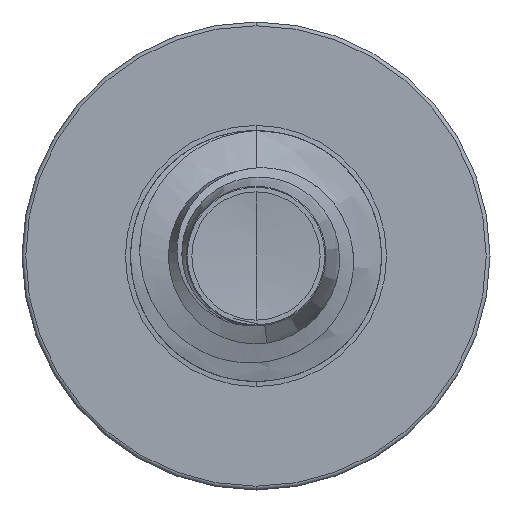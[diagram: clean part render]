
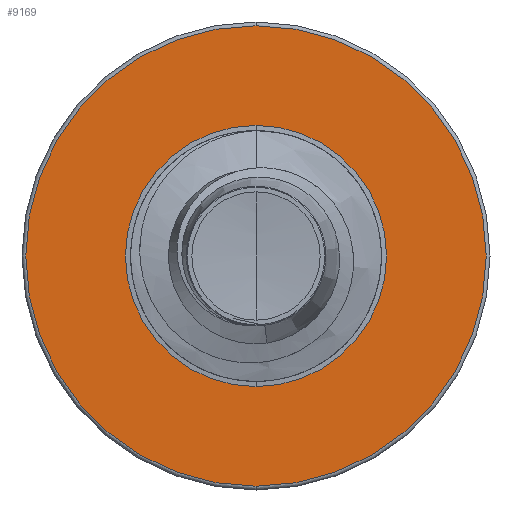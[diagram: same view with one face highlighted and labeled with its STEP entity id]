
A CAD part, front view. The second image highlights one B-rep face of the part: STEP entity #9169.
In plain terms, the highlighted planar face has unit normal (0, -1, 0).
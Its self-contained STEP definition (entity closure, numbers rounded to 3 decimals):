
#36 = CIRCLE ( 'NONE', #1986, 1.562 ) ;
#128 = EDGE_LOOP ( 'NONE', ( #14452, #6030 ) ) ;
#464 = DIRECTION ( 'NONE',  ( 0., 1., 0. ) ) ;
#483 = DIRECTION ( 'NONE',  ( 0., 0., 1. ) ) ;
#489 = DIRECTION ( 'NONE',  ( 0., 1., 0. ) ) ;
#503 = CARTESIAN_POINT ( 'NONE',  ( 0., 11., 0. ) ) ;
#1213 = CIRCLE ( 'NONE', #10253, 2.755 ) ;
#1253 = VERTEX_POINT ( 'NONE', #8916 ) ;
#1986 = AXIS2_PLACEMENT_3D ( 'NONE', #3436, #12706, #4886 ) ;
#2354 = FACE_OUTER_BOUND ( 'NONE', #128, .T. ) ;
#2923 = ORIENTED_EDGE ( 'NONE', *, *, #10133, .T. ) ;
#3436 = CARTESIAN_POINT ( 'NONE',  ( 0., 11., 0. ) ) ;
#4089 = CARTESIAN_POINT ( 'NONE',  ( 0., 11., 0. ) ) ;
#4886 = DIRECTION ( 'NONE',  ( 0., 0., 1. ) ) ;
#5152 = VERTEX_POINT ( 'NONE', #12650 ) ;
#5247 = AXIS2_PLACEMENT_3D ( 'NONE', #4089, #13186, #5525 ) ;
#5525 = DIRECTION ( 'NONE',  ( 0., 0., 1. ) ) ;
#6030 = ORIENTED_EDGE ( 'NONE', *, *, #11265, .F. ) ;
#7446 = EDGE_CURVE ( 'NONE', #5152, #1253, #1213, .T. ) ;
#7788 = ORIENTED_EDGE ( 'NONE', *, *, #11352, .T. ) ;
#8202 = EDGE_LOOP ( 'NONE', ( #7788, #2923 ) ) ;
#8916 = CARTESIAN_POINT ( 'NONE',  ( 0., 11., -2.755 ) ) ;
#8980 = CARTESIAN_POINT ( 'NONE',  ( 0., 11., 0. ) ) ;
#9169 = ADVANCED_FACE ( 'NONE', ( #2354, #9804 ), #14561, .F. ) ;
#9804 = FACE_BOUND ( 'NONE', #8202, .T. ) ;
#9838 = CARTESIAN_POINT ( 'NONE',  ( 0., 11., 1.562 ) ) ;
#10133 = EDGE_CURVE ( 'NONE', #13267, #10613, #11909, .T. ) ;
#10253 = AXIS2_PLACEMENT_3D ( 'NONE', #503, #489, #483 ) ;
#10306 = DIRECTION ( 'NONE',  ( 0., 0., 1. ) ) ;
#10613 = VERTEX_POINT ( 'NONE', #9838 ) ;
#10814 = CARTESIAN_POINT ( 'NONE',  ( 0., 11., -1.562 ) ) ;
#11265 = EDGE_CURVE ( 'NONE', #1253, #5152, #13438, .T. ) ;
#11352 = EDGE_CURVE ( 'NONE', #10613, #13267, #36, .T. ) ;
#11909 = CIRCLE ( 'NONE', #5247, 1.562 ) ;
#12447 = DIRECTION ( 'NONE',  ( 0., 0., 1. ) ) ;
#12478 = DIRECTION ( 'NONE',  ( 0., 1., 0. ) ) ;
#12650 = CARTESIAN_POINT ( 'NONE',  ( 0., 11., 2.755 ) ) ;
#12706 = DIRECTION ( 'NONE',  ( 0., 1., 0. ) ) ;
#13097 = AXIS2_PLACEMENT_3D ( 'NONE', #10814, #12478, #12447 ) ;
#13186 = DIRECTION ( 'NONE',  ( 0., 1., 0. ) ) ;
#13267 = VERTEX_POINT ( 'NONE', #15328 ) ;
#13438 = CIRCLE ( 'NONE', #15947, 2.755 ) ;
#14452 = ORIENTED_EDGE ( 'NONE', *, *, #7446, .F. ) ;
#14561 = PLANE ( 'NONE',  #13097 ) ;
#15328 = CARTESIAN_POINT ( 'NONE',  ( 0., 11., -1.562 ) ) ;
#15947 = AXIS2_PLACEMENT_3D ( 'NONE', #8980, #464, #10306 ) ;
